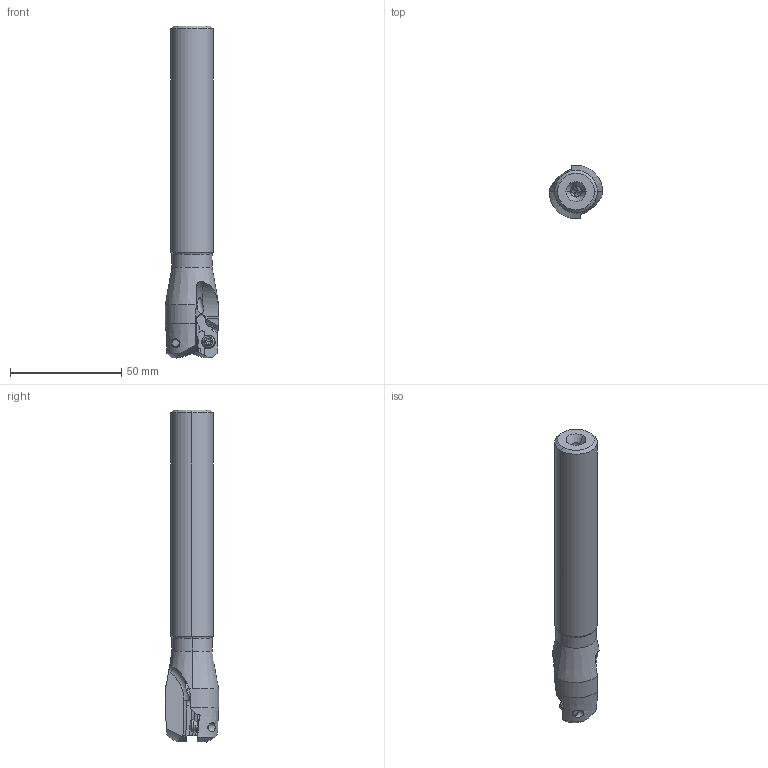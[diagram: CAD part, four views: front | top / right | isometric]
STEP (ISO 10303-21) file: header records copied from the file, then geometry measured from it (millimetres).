
FILE_DESCRIPTION(/* description */ (''),/* implementation_level */ '2;1');
FILE_NAME(/* name */ 'BXD4000R162SA12SB.stp',/* time_stamp */ '2021-09-08T11:40:24+09:00',/* author */ (''),/* organization */ (''),/* preprocessor_version */ 'ST-DEVELOPER v16',/* originating_system */ 'SIEMENS PLM Software NX 10.0',/* authorisation */ '');
FILE_SCHEMA (('AUTOMOTIVE_DESIGN { 1 0 10303 214 3 1 1 1 }'));
Length unit declared in the file: millimetre
Products named in the file (1): BXD4000R162SA12SB_ASM
Bounding box: 23.97 x 23.97 x 149.02 mm (x, y, z)
Volume: 38351.5 mm3; surface area: 12453 mm2
Topology: 3 solids, 3 shells, 202 faces, 621 edges, 433 vertices
Faces by surface type: cylinder 88, plane 54, cone 46, torus 10, sphere 4
Entity records: 9046 total; most frequent: CARTESIAN_POINT 3409, ORIENTED_EDGE 1230, DIRECTION 1105, EDGE_CURVE 615, AXIS2_PLACEMENT_3D 453, VERTEX_POINT 418, CIRCLE 221, EDGE_LOOP 209
